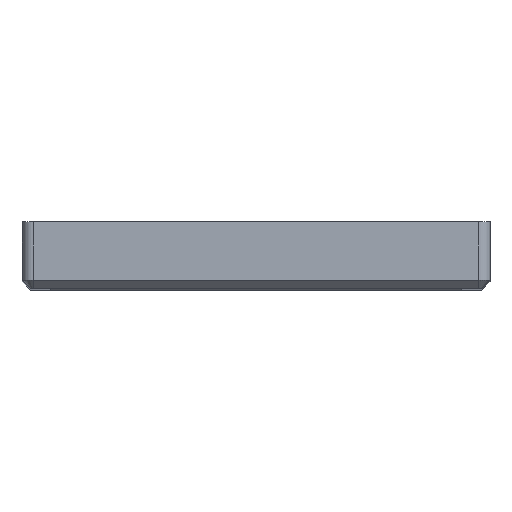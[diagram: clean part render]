
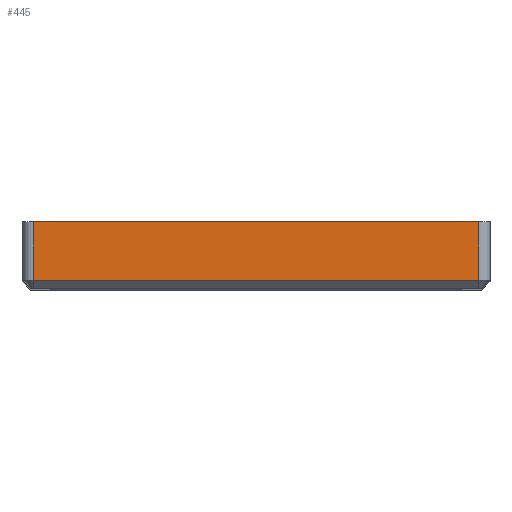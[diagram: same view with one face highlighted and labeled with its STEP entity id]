
A CAD part, top view. The second image highlights one B-rep face of the part: STEP entity #445.
In plain terms, the highlighted planar face has unit normal (0, 0, 1).
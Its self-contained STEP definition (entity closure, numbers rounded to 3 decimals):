
#21 = AXIS2_PLACEMENT_3D ( 'NONE', #813, #2027, #1399 ) ;
#23 = CARTESIAN_POINT ( 'NONE',  ( -1., 1.5, -1343.162 ) ) ;
#30 = VERTEX_POINT ( 'NONE', #23 ) ;
#57 = PLANE ( 'NONE',  #21 ) ;
#109 = CARTESIAN_POINT ( 'NONE',  ( 79., 15., -1343.162 ) ) ;
#134 = EDGE_CURVE ( 'NONE', #418, #1960, #2446, .T. ) ;
#418 = VERTEX_POINT ( 'NONE', #997 ) ;
#445 = ADVANCED_FACE ( 'NONE', ( #773 ), #57, .T. ) ;
#465 = EDGE_CURVE ( 'NONE', #1422, #30, #1656, .T. ) ;
#468 = DIRECTION ( 'NONE',  ( 0., 1., 0. ) ) ;
#616 = EDGE_LOOP ( 'NONE', ( #1245, #2376, #1204, #782 ) ) ;
#638 = VECTOR ( 'NONE', #927, 1000. ) ;
#773 = FACE_OUTER_BOUND ( 'NONE', #616, .T. ) ;
#782 = ORIENTED_EDGE ( 'NONE', *, *, #2065, .T. ) ;
#802 = CARTESIAN_POINT ( 'NONE',  ( -1., -84.593, -1343.162 ) ) ;
#813 = CARTESIAN_POINT ( 'NONE',  ( -3., -84.593, -1343.162 ) ) ;
#927 = DIRECTION ( 'NONE',  ( 1., 0., 0. ) ) ;
#997 = CARTESIAN_POINT ( 'NONE',  ( 79., 1.5, -1343.162 ) ) ;
#1112 = VECTOR ( 'NONE', #2424, 1000. ) ;
#1204 = ORIENTED_EDGE ( 'NONE', *, *, #465, .T. ) ;
#1245 = ORIENTED_EDGE ( 'NONE', *, *, #134, .T. ) ;
#1250 = CARTESIAN_POINT ( 'NONE',  ( -1., 12., -1343.162 ) ) ;
#1323 = CARTESIAN_POINT ( 'NONE',  ( 79., 1.5, -1343.162 ) ) ;
#1399 = DIRECTION ( 'NONE',  ( 1., 0., 0. ) ) ;
#1408 = EDGE_CURVE ( 'NONE', #1422, #1960, #2158, .T. ) ;
#1422 = VERTEX_POINT ( 'NONE', #1250 ) ;
#1656 = LINE ( 'NONE', #802, #1112 ) ;
#1707 = DIRECTION ( 'NONE',  ( 1., 0., 0. ) ) ;
#1835 = LINE ( 'NONE', #1323, #638 ) ;
#1874 = CARTESIAN_POINT ( 'NONE',  ( 79., 12., -1343.162 ) ) ;
#1960 = VERTEX_POINT ( 'NONE', #1874 ) ;
#2027 = DIRECTION ( 'NONE',  ( 0., 0., 1. ) ) ;
#2065 = EDGE_CURVE ( 'NONE', #30, #418, #1835, .T. ) ;
#2108 = VECTOR ( 'NONE', #468, 1000. ) ;
#2158 = LINE ( 'NONE', #2248, #2286 ) ;
#2248 = CARTESIAN_POINT ( 'NONE',  ( -1., 12., -1343.162 ) ) ;
#2286 = VECTOR ( 'NONE', #1707, 1000. ) ;
#2376 = ORIENTED_EDGE ( 'NONE', *, *, #1408, .F. ) ;
#2424 = DIRECTION ( 'NONE',  ( 0., -1., 0. ) ) ;
#2446 = LINE ( 'NONE', #109, #2108 ) ;
